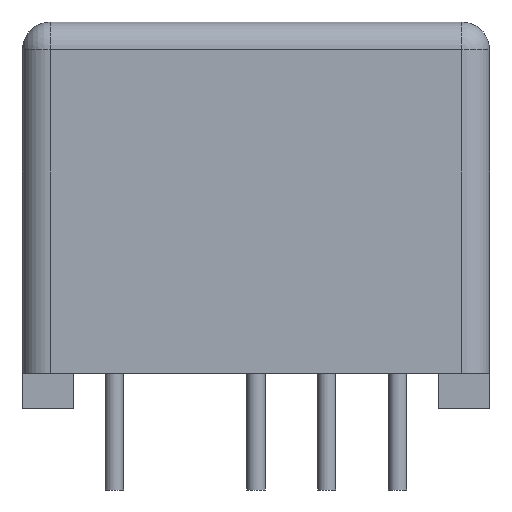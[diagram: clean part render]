
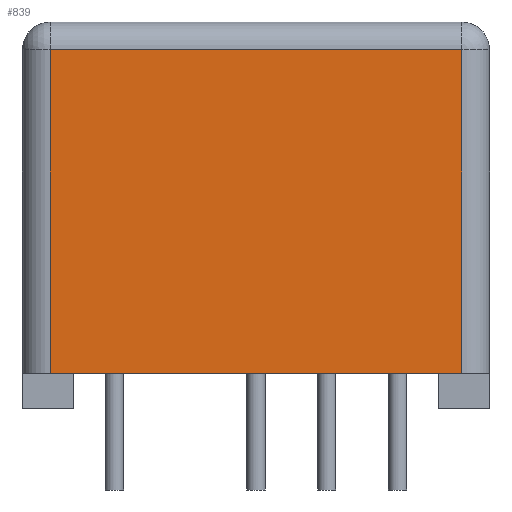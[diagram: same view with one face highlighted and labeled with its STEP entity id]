
A CAD part, left-side view. The second image highlights one B-rep face of the part: STEP entity #839.
In plain terms, the highlighted planar face has unit normal (-1, 0, 0).
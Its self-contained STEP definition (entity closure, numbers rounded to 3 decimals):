
#193 = VERTEX_POINT('',#194);
#194 = CARTESIAN_POINT('',(-2.54,2.302,1.27));
#201 = EDGE_CURVE('',#202,#193,#204,.T.);
#202 = VERTEX_POINT('',#203);
#203 = CARTESIAN_POINT('',(-2.54,-12.462,1.27));
#204 = LINE('',#205,#206);
#205 = CARTESIAN_POINT('',(-2.54,-13.462,1.27));
#206 = VECTOR('',#207,1.);
#207 = DIRECTION('',(0.,1.,0.));
#437 = EDGE_CURVE('',#202,#438,#440,.T.);
#438 = VERTEX_POINT('',#439);
#439 = CARTESIAN_POINT('',(-2.54,-12.462,12.87));
#440 = LINE('',#441,#442);
#441 = CARTESIAN_POINT('',(-2.54,-12.462,1.27));
#442 = VECTOR('',#443,1.);
#443 = DIRECTION('',(0.,0.,1.));
#839 = ADVANCED_FACE('',(#840),#858,.T.);
#840 = FACE_BOUND('',#841,.T.);
#841 = EDGE_LOOP('',(#842,#843,#844,#852));
#842 = ORIENTED_EDGE('',*,*,#201,.F.);
#843 = ORIENTED_EDGE('',*,*,#437,.T.);
#844 = ORIENTED_EDGE('',*,*,#845,.T.);
#845 = EDGE_CURVE('',#438,#846,#848,.T.);
#846 = VERTEX_POINT('',#847);
#847 = CARTESIAN_POINT('',(-2.54,2.302,12.87));
#848 = LINE('',#849,#850);
#849 = CARTESIAN_POINT('',(-2.54,-13.462,12.87));
#850 = VECTOR('',#851,1.);
#851 = DIRECTION('',(0.,1.,0.));
#852 = ORIENTED_EDGE('',*,*,#853,.F.);
#853 = EDGE_CURVE('',#193,#846,#854,.T.);
#854 = LINE('',#855,#856);
#855 = CARTESIAN_POINT('',(-2.54,2.302,1.27));
#856 = VECTOR('',#857,1.);
#857 = DIRECTION('',(0.,0.,1.));
#858 = PLANE('',#859);
#859 = AXIS2_PLACEMENT_3D('',#860,#861,#862);
#860 = CARTESIAN_POINT('',(-2.54,-13.462,1.27));
#861 = DIRECTION('',(-1.,0.,0.));
#862 = DIRECTION('',(0.,1.,0.));
